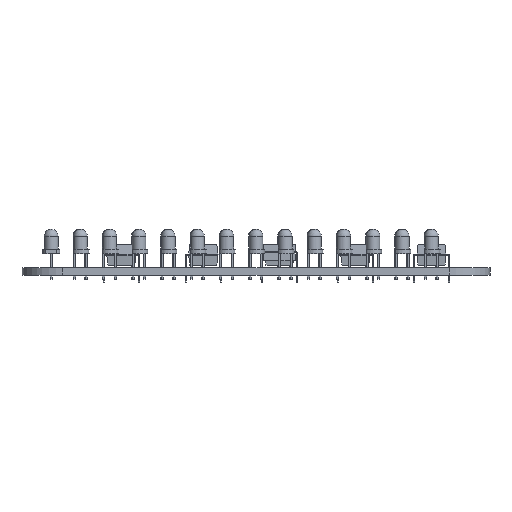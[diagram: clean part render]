
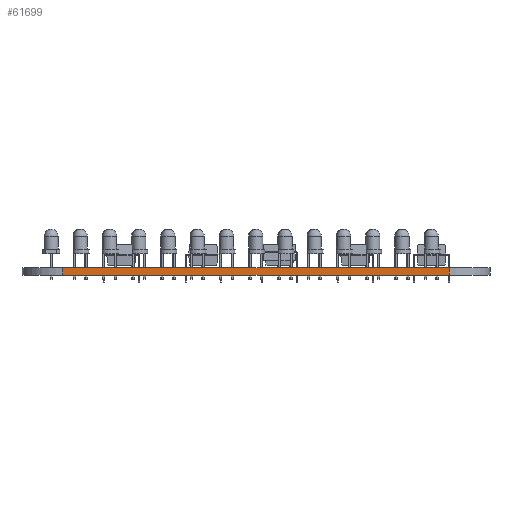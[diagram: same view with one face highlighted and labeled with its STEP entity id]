
A CAD part, front view. The second image highlights one B-rep face of the part: STEP entity #61699.
In plain terms, the highlighted planar face has unit normal (0, -1, 0).
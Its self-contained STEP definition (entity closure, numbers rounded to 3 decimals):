
#39793 = PLANE('',#39794);
#39794 = AXIS2_PLACEMENT_3D('',#39795,#39796,#39797);
#39795 = CARTESIAN_POINT('',(156.845,-92.26,1.6));
#39796 = DIRECTION('',(0.,0.,1.));
#39797 = DIRECTION('',(1.,0.,-0.));
#39848 = PLANE('',#39849);
#39849 = AXIS2_PLACEMENT_3D('',#39850,#39851,#39852);
#39850 = CARTESIAN_POINT('',(156.845,-92.26,0.));
#39851 = DIRECTION('',(0.,0.,1.));
#39852 = DIRECTION('',(1.,0.,-0.));
#39903 = CYLINDRICAL_SURFACE('',#39904,8.89);
#39904 = AXIS2_PLACEMENT_3D('',#39905,#39906,#39907);
#39905 = CARTESIAN_POINT('',(198.755,-134.17,0.));
#39906 = DIRECTION('',(-0.,-0.,-1.));
#39907 = DIRECTION('',(1.,0.,-0.));
#40070 = VERTEX_POINT('',#40071);
#40071 = CARTESIAN_POINT('',(114.935,-143.06,0.));
#40086 = CYLINDRICAL_SURFACE('',#40087,8.89);
#40087 = AXIS2_PLACEMENT_3D('',#40088,#40089,#40090);
#40088 = CARTESIAN_POINT('',(114.935,-134.17,0.));
#40089 = DIRECTION('',(-0.,-0.,-1.));
#40090 = DIRECTION('',(1.,0.,-0.));
#40098 = EDGE_CURVE('',#40099,#40070,#40101,.T.);
#40099 = VERTEX_POINT('',#40100);
#40100 = CARTESIAN_POINT('',(198.755,-143.06,0.));
#40101 = SURFACE_CURVE('',#40102,(#40106,#40113),.PCURVE_S1.);
#40102 = LINE('',#40103,#40104);
#40103 = CARTESIAN_POINT('',(198.755,-143.06,0.));
#40104 = VECTOR('',#40105,1.);
#40105 = DIRECTION('',(-1.,0.,0.));
#40106 = PCURVE('',#39848,#40107);
#40107 = DEFINITIONAL_REPRESENTATION('',(#40108),#40112);
#40108 = LINE('',#40109,#40110);
#40109 = CARTESIAN_POINT('',(41.91,-50.8));
#40110 = VECTOR('',#40111,1.);
#40111 = DIRECTION('',(-1.,0.));
#40112 = ( GEOMETRIC_REPRESENTATION_CONTEXT(2) 
PARAMETRIC_REPRESENTATION_CONTEXT() REPRESENTATION_CONTEXT('2D SPACE',''
  ) );
#40113 = PCURVE('',#40114,#40119);
#40114 = PLANE('',#40115);
#40115 = AXIS2_PLACEMENT_3D('',#40116,#40117,#40118);
#40116 = CARTESIAN_POINT('',(198.755,-143.06,0.));
#40117 = DIRECTION('',(0.,-1.,0.));
#40118 = DIRECTION('',(-1.,0.,0.));
#40119 = DEFINITIONAL_REPRESENTATION('',(#40120),#40124);
#40120 = LINE('',#40121,#40122);
#40121 = CARTESIAN_POINT('',(0.,-0.));
#40122 = VECTOR('',#40123,1.);
#40123 = DIRECTION('',(1.,0.));
#40124 = ( GEOMETRIC_REPRESENTATION_CONTEXT(2) 
PARAMETRIC_REPRESENTATION_CONTEXT() REPRESENTATION_CONTEXT('2D SPACE',''
  ) );
#51827 = VERTEX_POINT('',#51828);
#51828 = CARTESIAN_POINT('',(114.935,-143.06,1.6));
#51850 = EDGE_CURVE('',#51851,#51827,#51853,.T.);
#51851 = VERTEX_POINT('',#51852);
#51852 = CARTESIAN_POINT('',(198.755,-143.06,1.6));
#51853 = SURFACE_CURVE('',#51854,(#51858,#51865),.PCURVE_S1.);
#51854 = LINE('',#51855,#51856);
#51855 = CARTESIAN_POINT('',(198.755,-143.06,1.6));
#51856 = VECTOR('',#51857,1.);
#51857 = DIRECTION('',(-1.,0.,0.));
#51858 = PCURVE('',#39793,#51859);
#51859 = DEFINITIONAL_REPRESENTATION('',(#51860),#51864);
#51860 = LINE('',#51861,#51862);
#51861 = CARTESIAN_POINT('',(41.91,-50.8));
#51862 = VECTOR('',#51863,1.);
#51863 = DIRECTION('',(-1.,0.));
#51864 = ( GEOMETRIC_REPRESENTATION_CONTEXT(2) 
PARAMETRIC_REPRESENTATION_CONTEXT() REPRESENTATION_CONTEXT('2D SPACE',''
  ) );
#51865 = PCURVE('',#40114,#51866);
#51866 = DEFINITIONAL_REPRESENTATION('',(#51867),#51871);
#51867 = LINE('',#51868,#51869);
#51868 = CARTESIAN_POINT('',(0.,-1.6));
#51869 = VECTOR('',#51870,1.);
#51870 = DIRECTION('',(1.,0.));
#51871 = ( GEOMETRIC_REPRESENTATION_CONTEXT(2) 
PARAMETRIC_REPRESENTATION_CONTEXT() REPRESENTATION_CONTEXT('2D SPACE',''
  ) );
#61649 = EDGE_CURVE('',#40099,#51851,#61650,.T.);
#61650 = SURFACE_CURVE('',#61651,(#61655,#61662),.PCURVE_S1.);
#61651 = LINE('',#61652,#61653);
#61652 = CARTESIAN_POINT('',(198.755,-143.06,0.));
#61653 = VECTOR('',#61654,1.);
#61654 = DIRECTION('',(0.,0.,1.));
#61655 = PCURVE('',#39903,#61656);
#61656 = DEFINITIONAL_REPRESENTATION('',(#61657),#61661);
#61657 = LINE('',#61658,#61659);
#61658 = CARTESIAN_POINT('',(-4.712,0.));
#61659 = VECTOR('',#61660,1.);
#61660 = DIRECTION('',(-0.,-1.));
#61661 = ( GEOMETRIC_REPRESENTATION_CONTEXT(2) 
PARAMETRIC_REPRESENTATION_CONTEXT() REPRESENTATION_CONTEXT('2D SPACE',''
  ) );
#61662 = PCURVE('',#40114,#61663);
#61663 = DEFINITIONAL_REPRESENTATION('',(#61664),#61668);
#61664 = LINE('',#61665,#61666);
#61665 = CARTESIAN_POINT('',(0.,-0.));
#61666 = VECTOR('',#61667,1.);
#61667 = DIRECTION('',(0.,-1.));
#61668 = ( GEOMETRIC_REPRESENTATION_CONTEXT(2) 
PARAMETRIC_REPRESENTATION_CONTEXT() REPRESENTATION_CONTEXT('2D SPACE',''
  ) );
#61699 = ADVANCED_FACE('',(#61700),#40114,.T.);
#61700 = FACE_BOUND('',#61701,.T.);
#61701 = EDGE_LOOP('',(#61702,#61703,#61704,#61725));
#61702 = ORIENTED_EDGE('',*,*,#61649,.T.);
#61703 = ORIENTED_EDGE('',*,*,#51850,.T.);
#61704 = ORIENTED_EDGE('',*,*,#61705,.F.);
#61705 = EDGE_CURVE('',#40070,#51827,#61706,.T.);
#61706 = SURFACE_CURVE('',#61707,(#61711,#61718),.PCURVE_S1.);
#61707 = LINE('',#61708,#61709);
#61708 = CARTESIAN_POINT('',(114.935,-143.06,0.));
#61709 = VECTOR('',#61710,1.);
#61710 = DIRECTION('',(0.,0.,1.));
#61711 = PCURVE('',#40114,#61712);
#61712 = DEFINITIONAL_REPRESENTATION('',(#61713),#61717);
#61713 = LINE('',#61714,#61715);
#61714 = CARTESIAN_POINT('',(83.82,0.));
#61715 = VECTOR('',#61716,1.);
#61716 = DIRECTION('',(0.,-1.));
#61717 = ( GEOMETRIC_REPRESENTATION_CONTEXT(2) 
PARAMETRIC_REPRESENTATION_CONTEXT() REPRESENTATION_CONTEXT('2D SPACE',''
  ) );
#61718 = PCURVE('',#40086,#61719);
#61719 = DEFINITIONAL_REPRESENTATION('',(#61720),#61724);
#61720 = LINE('',#61721,#61722);
#61721 = CARTESIAN_POINT('',(-4.712,0.));
#61722 = VECTOR('',#61723,1.);
#61723 = DIRECTION('',(-0.,-1.));
#61724 = ( GEOMETRIC_REPRESENTATION_CONTEXT(2) 
PARAMETRIC_REPRESENTATION_CONTEXT() REPRESENTATION_CONTEXT('2D SPACE',''
  ) );
#61725 = ORIENTED_EDGE('',*,*,#40098,.F.);
